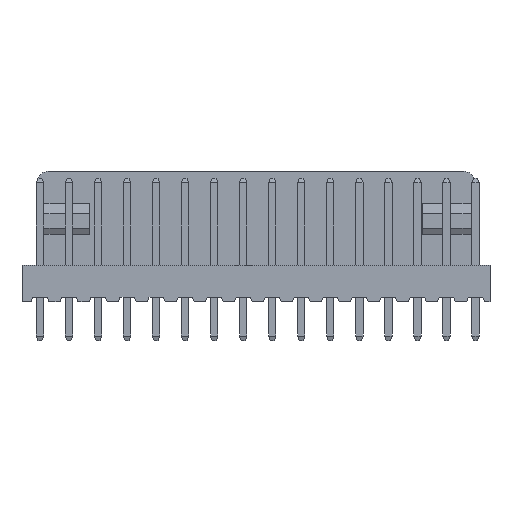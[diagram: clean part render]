
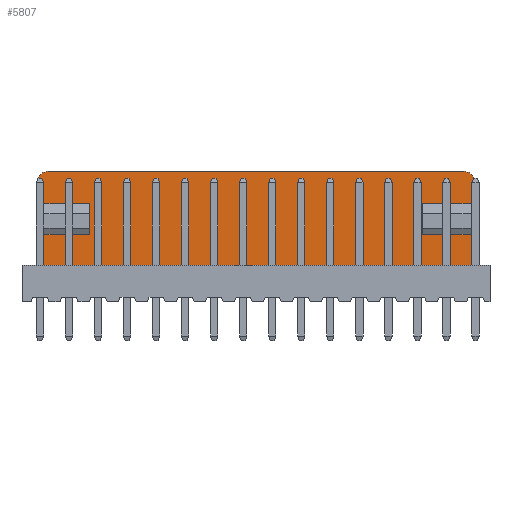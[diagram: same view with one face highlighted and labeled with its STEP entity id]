
A CAD part, top view. The second image highlights one B-rep face of the part: STEP entity #5807.
In plain terms, the highlighted planar face has unit normal (0, 0, 1).
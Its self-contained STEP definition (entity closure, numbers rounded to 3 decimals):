
#203 = CARTESIAN_POINT ( 'NONE',  ( -2.997, 52.751, -4.64 ) ) ;
#222 = CARTESIAN_POINT ( 'NONE',  ( 35.343, 52.751, -4.64 ) ) ;
#225 = CARTESIAN_POINT ( 'NONE',  ( 34.343, 53.751, -4.64 ) ) ;
#1600 = FACE_OUTER_BOUND ( 'NONE', #10244, .T. ) ;
#1753 = LINE ( 'NONE', #3905, #1758 ) ;
#1758 = VECTOR ( 'NONE', #3919, 1000. ) ;
#2560 = AXIS2_PLACEMENT_3D ( 'NONE', #3265, #3275, #3277 ) ;
#3263 = PLANE ( 'NONE',  #2560 ) ;
#3265 = CARTESIAN_POINT ( 'NONE',  ( -4.297, 53.751, -4.64 ) ) ;
#3275 = DIRECTION ( 'NONE',  ( 0., 0., 1. ) ) ;
#3277 = DIRECTION ( 'NONE',  ( 1., 0., 0. ) ) ;
#3388 = EDGE_CURVE ( 'NONE', #5986, #5985, #8545, .T. ) ;
#3396 = EDGE_CURVE ( 'NONE', #4943, #5882, #8554, .T. ) ;
#3400 = EDGE_CURVE ( 'NONE', #5162, #5165, #8558, .T. ) ;
#3458 = EDGE_CURVE ( 'NONE', #4943, #5871, #8611, .T. ) ;
#3460 = EDGE_CURVE ( 'NONE', #5162, #4865, #8615, .T. ) ;
#3465 = EDGE_CURVE ( 'NONE', #4939, #5864, #8613, .T. ) ;
#3466 = EDGE_CURVE ( 'NONE', #5882, #5864, #8621, .T. ) ;
#3471 = EDGE_CURVE ( 'NONE', #4939, #5038, #8619, .T. ) ;
#3473 = EDGE_CURVE ( 'NONE', #5910, #5985, #8627, .T. ) ;
#3474 = EDGE_CURVE ( 'NONE', #5986, #5143, #8629, .T. ) ;
#3477 = EDGE_CURVE ( 'NONE', #5869, #5143, #8631, .T. ) ;
#3479 = EDGE_CURVE ( 'NONE', #5869, #5165, #8633, .T. ) ;
#3481 = EDGE_CURVE ( 'NONE', #5871, #4865, #8625, .T. ) ;
#3604 = CARTESIAN_POINT ( 'NONE',  ( 35.343, 45.547, -4.64 ) ) ;
#3609 = CARTESIAN_POINT ( 'NONE',  ( -1.997, 53.751, -4.64 ) ) ;
#3611 = CARTESIAN_POINT ( 'NONE',  ( 30.743, 50.926, -4.64 ) ) ;
#3622 = CARTESIAN_POINT ( 'NONE',  ( 35.343, 48.254, -4.64 ) ) ;
#3650 = CARTESIAN_POINT ( 'NONE',  ( 1.603, 48.254, -4.64 ) ) ;
#3725 = CARTESIAN_POINT ( 'NONE',  ( 1.603, 50.926, -4.64 ) ) ;
#3726 = CARTESIAN_POINT ( 'NONE',  ( -2.997, 50.926, -4.64 ) ) ;
#3905 = CARTESIAN_POINT ( 'NONE',  ( -4.297, 48.254, -4.64 ) ) ;
#3919 = DIRECTION ( 'NONE',  ( 1., 0., 0. ) ) ;
#4647 = ORIENTED_EDGE ( 'NONE', *, *, #3400, .T. ) ;
#4648 = ORIENTED_EDGE ( 'NONE', *, *, #3460, .F. ) ;
#4649 = ORIENTED_EDGE ( 'NONE', *, *, #3481, .T. ) ;
#4650 = ORIENTED_EDGE ( 'NONE', *, *, #3458, .T. ) ;
#4651 = ORIENTED_EDGE ( 'NONE', *, *, #3396, .F. ) ;
#4652 = ORIENTED_EDGE ( 'NONE', *, *, #3466, .F. ) ;
#4653 = ORIENTED_EDGE ( 'NONE', *, *, #3465, .T. ) ;
#4654 = ORIENTED_EDGE ( 'NONE', *, *, #3471, .F. ) ;
#4655 = ORIENTED_EDGE ( 'NONE', *, *, #7077, .F. ) ;
#4656 = ORIENTED_EDGE ( 'NONE', *, *, #3473, .F. ) ;
#4657 = ORIENTED_EDGE ( 'NONE', *, *, #3388, .T. ) ;
#4658 = ORIENTED_EDGE ( 'NONE', *, *, #3474, .F. ) ;
#4659 = ORIENTED_EDGE ( 'NONE', *, *, #3477, .T. ) ;
#4660 = ORIENTED_EDGE ( 'NONE', *, *, #3479, .F. ) ;
#4865 = VERTEX_POINT ( 'NONE', #9574 ) ;
#4939 = VERTEX_POINT ( 'NONE', #9648 ) ;
#4943 = VERTEX_POINT ( 'NONE', #9652 ) ;
#5038 = VERTEX_POINT ( 'NONE', #9747 ) ;
#5143 = VERTEX_POINT ( 'NONE', #203 ) ;
#5162 = VERTEX_POINT ( 'NONE', #222 ) ;
#5165 = VERTEX_POINT ( 'NONE', #225 ) ;
#5807 = ADVANCED_FACE ( 'NONE', ( #1600 ), #3263, .T. ) ;
#5864 = VERTEX_POINT ( 'NONE', #3604 ) ;
#5869 = VERTEX_POINT ( 'NONE', #3609 ) ;
#5871 = VERTEX_POINT ( 'NONE', #3611 ) ;
#5882 = VERTEX_POINT ( 'NONE', #3622 ) ;
#5910 = VERTEX_POINT ( 'NONE', #3650 ) ;
#5985 = VERTEX_POINT ( 'NONE', #3725 ) ;
#5986 = VERTEX_POINT ( 'NONE', #3726 ) ;
#7077 = EDGE_CURVE ( 'NONE', #5038, #5910, #1753, .T. ) ;
#7328 = AXIS2_PLACEMENT_3D ( 'NONE', #9384, #9385, #9386 ) ;
#7330 = AXIS2_PLACEMENT_3D ( 'NONE', #9459, #9460, #9461 ) ;
#8545 = LINE ( 'NONE', #9365, #8550 ) ;
#8550 = VECTOR ( 'NONE', #9369, 1000. ) ;
#8554 = LINE ( 'NONE', #9378, #8557 ) ;
#8557 = VECTOR ( 'NONE', #9380, 1000. ) ;
#8558 = CIRCLE ( 'NONE', #7328, 1. ) ;
#8611 = LINE ( 'NONE', #9435, #8616 ) ;
#8613 = LINE ( 'NONE', #9437, #8622 ) ;
#8615 = LINE ( 'NONE', #9441, #8618 ) ;
#8616 = VECTOR ( 'NONE', #9440, 1000. ) ;
#8618 = VECTOR ( 'NONE', #9442, 1000. ) ;
#8619 = LINE ( 'NONE', #9439, #8628 ) ;
#8621 = LINE ( 'NONE', #9447, #8624 ) ;
#8622 = VECTOR ( 'NONE', #9446, 1000. ) ;
#8624 = VECTOR ( 'NONE', #9448, 1000. ) ;
#8625 = LINE ( 'NONE', #9458, #8637 ) ;
#8627 = LINE ( 'NONE', #9453, #8630 ) ;
#8628 = VECTOR ( 'NONE', #9452, 1000. ) ;
#8629 = LINE ( 'NONE', #9455, #8632 ) ;
#8630 = VECTOR ( 'NONE', #9454, 1000. ) ;
#8631 = CIRCLE ( 'NONE', #7330, 1. ) ;
#8632 = VECTOR ( 'NONE', #9456, 1000. ) ;
#8633 = LINE ( 'NONE', #9450, #8635 ) ;
#8635 = VECTOR ( 'NONE', #9444, 1000. ) ;
#8637 = VECTOR ( 'NONE', #9463, 1000. ) ;
#9365 = CARTESIAN_POINT ( 'NONE',  ( -4.297, 50.926, -4.64 ) ) ;
#9369 = DIRECTION ( 'NONE',  ( 1., 0., 0. ) ) ;
#9378 = CARTESIAN_POINT ( 'NONE',  ( -4.297, 48.254, -4.64 ) ) ;
#9380 = DIRECTION ( 'NONE',  ( 1., 0., 0. ) ) ;
#9384 = CARTESIAN_POINT ( 'NONE',  ( 34.343, 52.751, -4.64 ) ) ;
#9385 = DIRECTION ( 'NONE',  ( 0., 0., 1. ) ) ;
#9386 = DIRECTION ( 'NONE',  ( 1., 0., 0. ) ) ;
#9435 = CARTESIAN_POINT ( 'NONE',  ( 30.743, 16.401, -4.64 ) ) ;
#9437 = CARTESIAN_POINT ( 'NONE',  ( -4.297, 45.547, -4.64 ) ) ;
#9439 = CARTESIAN_POINT ( 'NONE',  ( -2.997, 48.254, -4.64 ) ) ;
#9440 = DIRECTION ( 'NONE',  ( 0., 1., 0. ) ) ;
#9441 = CARTESIAN_POINT ( 'NONE',  ( 35.343, 53.751, -4.64 ) ) ;
#9442 = DIRECTION ( 'NONE',  ( 0., -1., 0. ) ) ;
#9444 = DIRECTION ( 'NONE',  ( 1., 0., 0. ) ) ;
#9446 = DIRECTION ( 'NONE',  ( 1., 0., 0. ) ) ;
#9447 = CARTESIAN_POINT ( 'NONE',  ( 35.343, 48.254, -4.64 ) ) ;
#9448 = DIRECTION ( 'NONE',  ( 0., -1., 0. ) ) ;
#9450 = CARTESIAN_POINT ( 'NONE',  ( -4.297, 53.751, -4.64 ) ) ;
#9452 = DIRECTION ( 'NONE',  ( 0., 1., 0. ) ) ;
#9453 = CARTESIAN_POINT ( 'NONE',  ( 1.603, 16.401, -4.64 ) ) ;
#9454 = DIRECTION ( 'NONE',  ( 0., 1., 0. ) ) ;
#9455 = CARTESIAN_POINT ( 'NONE',  ( -2.997, 53.751, -4.64 ) ) ;
#9456 = DIRECTION ( 'NONE',  ( 0., 1., 0. ) ) ;
#9458 = CARTESIAN_POINT ( 'NONE',  ( -4.297, 50.926, -4.64 ) ) ;
#9459 = CARTESIAN_POINT ( 'NONE',  ( -1.997, 52.751, -4.64 ) ) ;
#9460 = DIRECTION ( 'NONE',  ( 0., 0., 1. ) ) ;
#9461 = DIRECTION ( 'NONE',  ( 1., 0., 0. ) ) ;
#9463 = DIRECTION ( 'NONE',  ( 1., 0., 0. ) ) ;
#9574 = CARTESIAN_POINT ( 'NONE',  ( 35.343, 50.926, -4.64 ) ) ;
#9648 = CARTESIAN_POINT ( 'NONE',  ( -2.997, 45.547, -4.64 ) ) ;
#9652 = CARTESIAN_POINT ( 'NONE',  ( 30.743, 48.254, -4.64 ) ) ;
#9747 = CARTESIAN_POINT ( 'NONE',  ( -2.997, 48.254, -4.64 ) ) ;
#10244 = EDGE_LOOP ( 'NONE', ( #4660, #4659, #4658, #4657, #4656, #4655, #4654, #4653, #4652, #4651, #4650, #4649, #4648, #4647 ) ) ;
